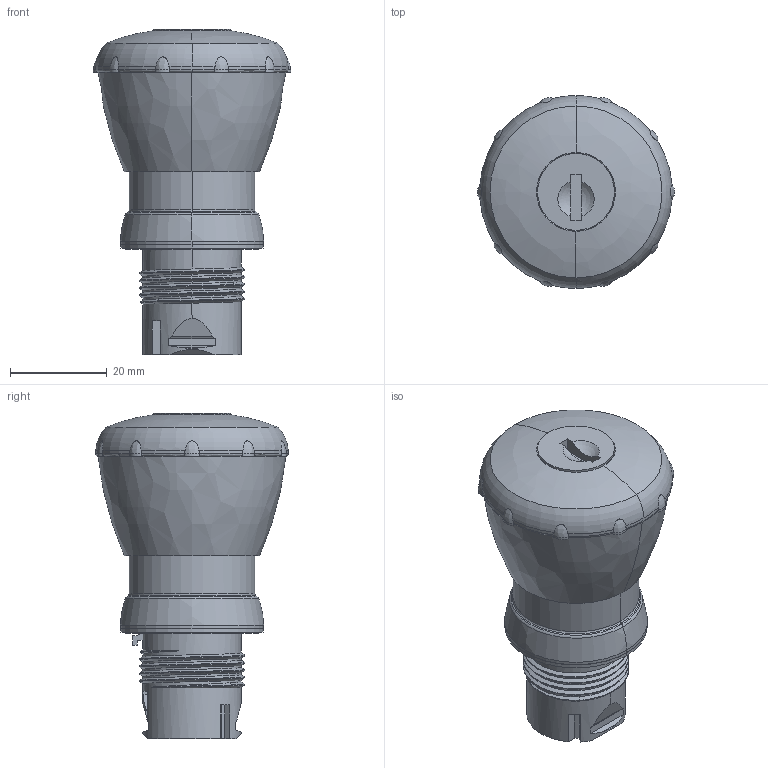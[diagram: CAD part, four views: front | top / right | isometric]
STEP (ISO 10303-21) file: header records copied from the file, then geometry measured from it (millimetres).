
FILE_DESCRIPTION((''),'2;1');
FILE_NAME('PRT0001','2009-02-16T',('ABSchul1'),('Rockwell Automation'),'PRO/ENGINEER BY PARAMETRIC TECHNOLOGY CORPORATION, 2004320','PRO/ENGINEER BY PARAMETRIC TECHNOLOGY CORPORATION, 2004320','');
FILE_SCHEMA(('CONFIG_CONTROL_DESIGN'));
Length unit declared in the file: millimetre
Products named in the file (1): PRT0001
Bounding box: 40.85 x 39.85 x 67.28 mm (x, y, z)
Volume: 32993.5 mm3; surface area: 11161.1 mm2
Topology: 1 solids, 1 shells, 178 faces, 520 edges, 350 vertices
Faces by surface type: plane 91, cylinder 33, bspline 24, cone 16, torus 10, extrusion 2, sphere 2
Entity records: 8437 total; most frequent: CARTESIAN_POINT 3902, ORIENTED_EDGE 1040, DIRECTION 830, EDGE_CURVE 520, VERTEX_POINT 350, AXIS2_PLACEMENT_3D 311, VECTOR 208, LINE 206
